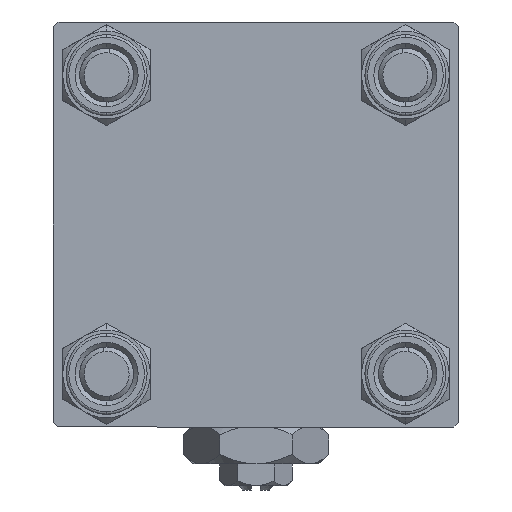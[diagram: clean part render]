
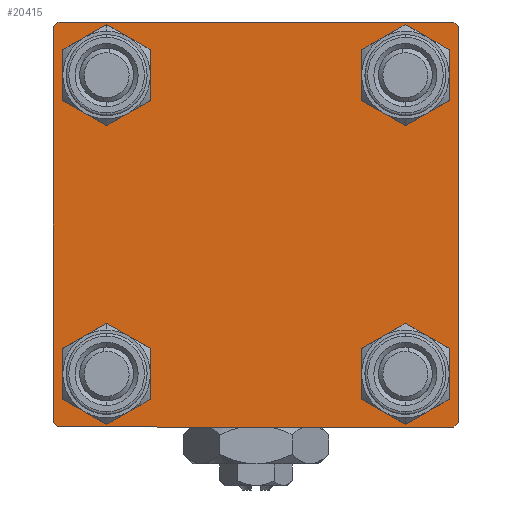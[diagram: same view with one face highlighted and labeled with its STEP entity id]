
A CAD part, left-side view. The second image highlights one B-rep face of the part: STEP entity #20415.
In plain terms, the highlighted planar face has unit normal (-1, 0, 0).
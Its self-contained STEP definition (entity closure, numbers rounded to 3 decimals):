
#1257 = CARTESIAN_POINT ( 'NONE',  ( 0., -16.6, 16.6 ) ) ;
#1448 = AXIS2_PLACEMENT_3D ( 'NONE', #28189, #40875, #12545 ) ;
#2185 = CARTESIAN_POINT ( 'NONE',  ( 0., 16.6, 16.6 ) ) ;
#3395 = DIRECTION ( 'NONE',  ( 1., 0., 0. ) ) ;
#3661 = FACE_OUTER_BOUND ( 'NONE', #48617, .T. ) ;
#4100 = VERTEX_POINT ( 'NONE', #12138 ) ;
#4503 = DIRECTION ( 'NONE',  ( 0., 0., -1. ) ) ;
#5032 = CARTESIAN_POINT ( 'NONE',  ( 0., 22.25, -22.25 ) ) ;
#6932 = DIRECTION ( 'NONE',  ( 0., 0., 1. ) ) ;
#6942 = DIRECTION ( 'NONE',  ( 1., 0., 0. ) ) ;
#7298 = VERTEX_POINT ( 'NONE', #26107 ) ;
#7362 = CARTESIAN_POINT ( 'NONE',  ( 0., 0., 0. ) ) ;
#7535 = ORIENTED_EDGE ( 'NONE', *, *, #15367, .T. ) ;
#8990 = CARTESIAN_POINT ( 'NONE',  ( 0., 22.5, 22.5 ) ) ;
#9209 = VERTEX_POINT ( 'NONE', #17716 ) ;
#9722 = CARTESIAN_POINT ( 'NONE',  ( 0., -22.5, -22. ) ) ;
#10134 = DIRECTION ( 'NONE',  ( 0., -1., 0. ) ) ;
#10248 = AXIS2_PLACEMENT_3D ( 'NONE', #7362, #48653, #31737 ) ;
#10308 = CARTESIAN_POINT ( 'NONE',  ( 0., 22.5, 22. ) ) ;
#10324 = VERTEX_POINT ( 'NONE', #9722 ) ;
#10431 = CARTESIAN_POINT ( 'NONE',  ( 0., 22.25, 22.25 ) ) ;
#10648 = EDGE_CURVE ( 'NONE', #23071, #41527, #22532, .T. ) ;
#10857 = CIRCLE ( 'NONE', #32028, 3.5 ) ;
#10970 = VERTEX_POINT ( 'NONE', #46563 ) ;
#11480 = CIRCLE ( 'NONE', #32635, 3.5 ) ;
#11552 = VECTOR ( 'NONE', #10134, 1000. ) ;
#11870 = LINE ( 'NONE', #35456, #43626 ) ;
#12134 = VERTEX_POINT ( 'NONE', #47628 ) ;
#12138 = CARTESIAN_POINT ( 'NONE',  ( 0., -16.6, -13.1 ) ) ;
#12545 = DIRECTION ( 'NONE',  ( 0., 0., 1. ) ) ;
#12579 = EDGE_CURVE ( 'NONE', #10970, #15893, #26346, .T. ) ;
#12890 = DIRECTION ( 'NONE',  ( 1., 0., 0. ) ) ;
#12899 = ORIENTED_EDGE ( 'NONE', *, *, #23700, .T. ) ;
#12931 = ORIENTED_EDGE ( 'NONE', *, *, #38755, .F. ) ;
#12955 = VECTOR ( 'NONE', #21181, 1000. ) ;
#13145 = DIRECTION ( 'NONE',  ( 0., 0., 1. ) ) ;
#13164 = VERTEX_POINT ( 'NONE', #17348 ) ;
#13376 = DIRECTION ( 'NONE',  ( 0., 0.707, -0.707 ) ) ;
#14747 = VERTEX_POINT ( 'NONE', #20151 ) ;
#15301 = ORIENTED_EDGE ( 'NONE', *, *, #12579, .T. ) ;
#15367 = EDGE_CURVE ( 'NONE', #9209, #4100, #36163, .T. ) ;
#15555 = FACE_BOUND ( 'NONE', #34639, .T. ) ;
#15694 = VERTEX_POINT ( 'NONE', #50571 ) ;
#15893 = VERTEX_POINT ( 'NONE', #10308 ) ;
#16069 = DIRECTION ( 'NONE',  ( 0., 0., 1. ) ) ;
#16547 = CARTESIAN_POINT ( 'NONE',  ( 0., -22.25, 22.25 ) ) ;
#17348 = CARTESIAN_POINT ( 'NONE',  ( 0., -16.6, 20.1 ) ) ;
#17394 = CARTESIAN_POINT ( 'NONE',  ( 0., -16.6, -16.6 ) ) ;
#17662 = CIRCLE ( 'NONE', #47259, 3.5 ) ;
#17716 = CARTESIAN_POINT ( 'NONE',  ( 0., -16.6, -20.1 ) ) ;
#18423 = DIRECTION ( 'NONE',  ( 0., 0., 1. ) ) ;
#18590 = CARTESIAN_POINT ( 'NONE',  ( 0., 22.5, -22. ) ) ;
#18596 = CARTESIAN_POINT ( 'NONE',  ( 0., 22.5, 22.5 ) ) ;
#19326 = AXIS2_PLACEMENT_3D ( 'NONE', #43241, #6942, #47992 ) ;
#19345 = CARTESIAN_POINT ( 'NONE',  ( 0., 16.6, -13.1 ) ) ;
#19407 = ORIENTED_EDGE ( 'NONE', *, *, #50164, .T. ) ;
#19458 = CARTESIAN_POINT ( 'NONE',  ( 0., 22., -22.5 ) ) ;
#19525 = ORIENTED_EDGE ( 'NONE', *, *, #46926, .T. ) ;
#20012 = DIRECTION ( 'NONE',  ( 0., 0.707, 0.707 ) ) ;
#20151 = CARTESIAN_POINT ( 'NONE',  ( 0., 16.6, 20.1 ) ) ;
#20415 = ADVANCED_FACE ( 'NONE', ( #35974, #27774, #43649, #15555, #3661 ), #51844, .T. ) ;
#20898 = CARTESIAN_POINT ( 'NONE',  ( 0., -22., 22.5 ) ) ;
#20966 = CARTESIAN_POINT ( 'NONE',  ( 0., -22., -22.5 ) ) ;
#21149 = VECTOR ( 'NONE', #20012, 1000. ) ;
#21181 = DIRECTION ( 'NONE',  ( 0., -0.707, -0.707 ) ) ;
#21479 = ORIENTED_EDGE ( 'NONE', *, *, #43233, .T. ) ;
#21865 = VECTOR ( 'NONE', #4503, 1000. ) ;
#22514 = VERTEX_POINT ( 'NONE', #20898 ) ;
#22532 = LINE ( 'NONE', #46883, #42683 ) ;
#22654 = CARTESIAN_POINT ( 'NONE',  ( 0., -22.5, 22. ) ) ;
#23071 = VERTEX_POINT ( 'NONE', #19458 ) ;
#23700 = EDGE_CURVE ( 'NONE', #7298, #32865, #51695, .T. ) ;
#23992 = LINE ( 'NONE', #16547, #21149 ) ;
#26107 = CARTESIAN_POINT ( 'NONE',  ( 0., 16.6, -20.1 ) ) ;
#26346 = LINE ( 'NONE', #10431, #41930 ) ;
#27234 = CARTESIAN_POINT ( 'NONE',  ( 0., 16.6, -16.6 ) ) ;
#27541 = EDGE_CURVE ( 'NONE', #30646, #23071, #41310, .T. ) ;
#27774 = FACE_BOUND ( 'NONE', #35105, .T. ) ;
#28189 = CARTESIAN_POINT ( 'NONE',  ( 0., -16.6, -16.6 ) ) ;
#28910 = ORIENTED_EDGE ( 'NONE', *, *, #27541, .T. ) ;
#29346 = DIRECTION ( 'NONE',  ( 1., 0., 0. ) ) ;
#30263 = ORIENTED_EDGE ( 'NONE', *, *, #44263, .F. ) ;
#30285 = LINE ( 'NONE', #18596, #11552 ) ;
#30359 = ORIENTED_EDGE ( 'NONE', *, *, #43535, .T. ) ;
#30472 = DIRECTION ( 'NONE',  ( 1., 0., 0. ) ) ;
#30646 = VERTEX_POINT ( 'NONE', #18590 ) ;
#31737 = DIRECTION ( 'NONE',  ( 0., 0., 1. ) ) ;
#31865 = CIRCLE ( 'NONE', #48780, 3.5 ) ;
#32028 = AXIS2_PLACEMENT_3D ( 'NONE', #27234, #3395, #48386 ) ;
#32635 = AXIS2_PLACEMENT_3D ( 'NONE', #1257, #29346, #37275 ) ;
#32865 = VERTEX_POINT ( 'NONE', #19345 ) ;
#33033 = CARTESIAN_POINT ( 'NONE',  ( 0., 16.6, 16.6 ) ) ;
#33034 = CIRCLE ( 'NONE', #39782, 3.5 ) ;
#33156 = EDGE_CURVE ( 'NONE', #41527, #10324, #11870, .T. ) ;
#33174 = EDGE_CURVE ( 'NONE', #12134, #13164, #11480, .T. ) ;
#34013 = EDGE_LOOP ( 'NONE', ( #21479, #42817 ) ) ;
#34325 = ORIENTED_EDGE ( 'NONE', *, *, #38992, .T. ) ;
#34639 = EDGE_LOOP ( 'NONE', ( #19407, #34325 ) ) ;
#34851 = ORIENTED_EDGE ( 'NONE', *, *, #10648, .T. ) ;
#35105 = EDGE_LOOP ( 'NONE', ( #42869, #7535 ) ) ;
#35456 = CARTESIAN_POINT ( 'NONE',  ( 0., -22.25, -22.25 ) ) ;
#35974 = FACE_BOUND ( 'NONE', #34013, .T. ) ;
#36045 = LINE ( 'NONE', #40523, #21865 ) ;
#36163 = CIRCLE ( 'NONE', #1448, 3.5 ) ;
#37275 = DIRECTION ( 'NONE',  ( 0., 0., 1. ) ) ;
#38689 = DIRECTION ( 'NONE',  ( 0., -1., 0. ) ) ;
#38755 = EDGE_CURVE ( 'NONE', #10970, #22514, #30285, .T. ) ;
#38992 = EDGE_CURVE ( 'NONE', #15694, #14747, #31865, .T. ) ;
#39782 = AXIS2_PLACEMENT_3D ( 'NONE', #17394, #42539, #18423 ) ;
#40523 = CARTESIAN_POINT ( 'NONE',  ( 0., -22.5, 22.5 ) ) ;
#40875 = DIRECTION ( 'NONE',  ( 1., 0., 0. ) ) ;
#41048 = VERTEX_POINT ( 'NONE', #22654 ) ;
#41310 = LINE ( 'NONE', #5032, #12955 ) ;
#41378 = VECTOR ( 'NONE', #49495, 1000. ) ;
#41527 = VERTEX_POINT ( 'NONE', #20966 ) ;
#41856 = ORIENTED_EDGE ( 'NONE', *, *, #33156, .T. ) ;
#41930 = VECTOR ( 'NONE', #13376, 1000. ) ;
#42539 = DIRECTION ( 'NONE',  ( 1., 0., 0. ) ) ;
#42683 = VECTOR ( 'NONE', #38689, 1000. ) ;
#42817 = ORIENTED_EDGE ( 'NONE', *, *, #33174, .T. ) ;
#42869 = ORIENTED_EDGE ( 'NONE', *, *, #48499, .T. ) ;
#43181 = CARTESIAN_POINT ( 'NONE',  ( 0., 16.6, -16.6 ) ) ;
#43233 = EDGE_CURVE ( 'NONE', #13164, #12134, #49762, .T. ) ;
#43241 = CARTESIAN_POINT ( 'NONE',  ( 0., -16.6, 16.6 ) ) ;
#43499 = DIRECTION ( 'NONE',  ( 1., 0., 0. ) ) ;
#43535 = EDGE_CURVE ( 'NONE', #32865, #7298, #10857, .T. ) ;
#43626 = VECTOR ( 'NONE', #51590, 1000. ) ;
#43649 = FACE_BOUND ( 'NONE', #52302, .T. ) ;
#44263 = EDGE_CURVE ( 'NONE', #41048, #10324, #36045, .T. ) ;
#45184 = EDGE_CURVE ( 'NONE', #15893, #30646, #45274, .T. ) ;
#45274 = LINE ( 'NONE', #8990, #41378 ) ;
#46563 = CARTESIAN_POINT ( 'NONE',  ( 0., 22., 22.5 ) ) ;
#46883 = CARTESIAN_POINT ( 'NONE',  ( 0., 22.5, -22.5 ) ) ;
#46926 = EDGE_CURVE ( 'NONE', #41048, #22514, #23992, .T. ) ;
#47259 = AXIS2_PLACEMENT_3D ( 'NONE', #33033, #12890, #13145 ) ;
#47628 = CARTESIAN_POINT ( 'NONE',  ( 0., -16.6, 13.1 ) ) ;
#47654 = ORIENTED_EDGE ( 'NONE', *, *, #45184, .T. ) ;
#47992 = DIRECTION ( 'NONE',  ( 0., 0., 1. ) ) ;
#48386 = DIRECTION ( 'NONE',  ( 0., 0., 1. ) ) ;
#48499 = EDGE_CURVE ( 'NONE', #4100, #9209, #33034, .T. ) ;
#48617 = EDGE_LOOP ( 'NONE', ( #47654, #28910, #34851, #41856, #30263, #19525, #12931, #15301 ) ) ;
#48653 = DIRECTION ( 'NONE',  ( -1., 0., 0. ) ) ;
#48780 = AXIS2_PLACEMENT_3D ( 'NONE', #2185, #43499, #6932 ) ;
#49495 = DIRECTION ( 'NONE',  ( 0., 0., -1. ) ) ;
#49762 = CIRCLE ( 'NONE', #19326, 3.5 ) ;
#50164 = EDGE_CURVE ( 'NONE', #14747, #15694, #17662, .T. ) ;
#50571 = CARTESIAN_POINT ( 'NONE',  ( 0., 16.6, 13.1 ) ) ;
#50857 = AXIS2_PLACEMENT_3D ( 'NONE', #43181, #30472, #16069 ) ;
#51590 = DIRECTION ( 'NONE',  ( 0., -0.707, 0.707 ) ) ;
#51695 = CIRCLE ( 'NONE', #50857, 3.5 ) ;
#51844 = PLANE ( 'NONE',  #10248 ) ;
#52302 = EDGE_LOOP ( 'NONE', ( #30359, #12899 ) ) ;
